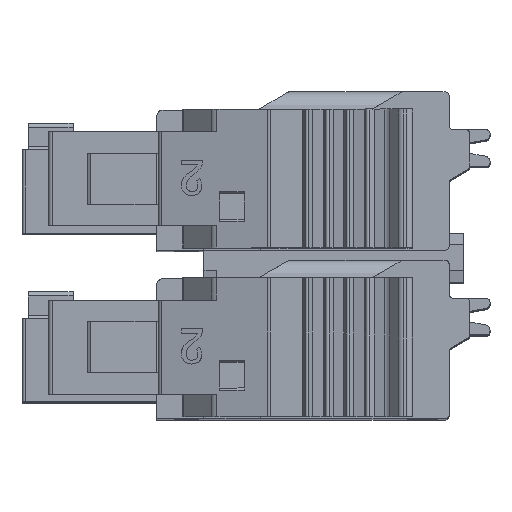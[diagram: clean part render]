
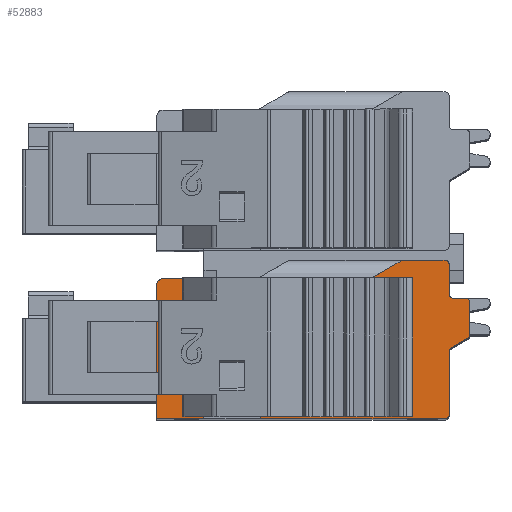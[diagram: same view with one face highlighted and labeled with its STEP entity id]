
A CAD part, top view. The second image highlights one B-rep face of the part: STEP entity #52883.
In plain terms, the highlighted planar face has unit normal (0, 0, 1).
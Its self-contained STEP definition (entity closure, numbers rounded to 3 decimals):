
#2684=DIRECTION('',(0.,1.,0.));
#2685=VECTOR('',#2684,3.107);
#2686=CARTESIAN_POINT('',(34.256,8.538,47.775));
#2687=LINE('',#2686,#2685);
#2822=DIRECTION('',(1.,0.,0.));
#2823=VECTOR('',#2822,14.1);
#2824=CARTESIAN_POINT('',(19.956,8.338,47.775));
#2825=LINE('',#2824,#2823);
#3078=DIRECTION('',(0.,-1.,0.));
#3079=VECTOR('',#3078,6.55);
#3080=CARTESIAN_POINT('',(19.956,14.888,47.775));
#3081=LINE('',#3080,#3079);
#6107=DIRECTION('',(-1.,0.,0.));
#6108=VECTOR('',#6107,2.1);
#6109=CARTESIAN_POINT('',(34.056,16.088,47.775));
#6110=LINE('',#6109,#6108);
#6356=DIRECTION('',(1.,0.,0.));
#6357=VECTOR('',#6356,0.968);
#6358=CARTESIAN_POINT('',(26.932,8.438,47.775));
#6359=LINE('',#6358,#6357);
#6360=DIRECTION('',(0.866,0.5,0.));
#6361=VECTOR('',#6360,1.8);
#6362=CARTESIAN_POINT('',(30.397,15.188,47.775));
#6363=LINE('',#6362,#6361);
#6364=CARTESIAN_POINT('',(34.056,15.888,47.775));
#6365=DIRECTION('',(0.,0.,-1.));
#6366=DIRECTION('',(0.,1.,0.));
#6367=AXIS2_PLACEMENT_3D('',#6364,#6365,#6366);
#6369=CARTESIAN_POINT('',(34.456,14.438,47.775));
#6370=DIRECTION('',(0.,0.,1.));
#6371=DIRECTION('',(-1.,0.,0.));
#6372=AXIS2_PLACEMENT_3D('',#6369,#6370,#6371);
#6374=CARTESIAN_POINT('',(35.056,14.038,47.775));
#6375=DIRECTION('',(0.,0.,-1.));
#6376=DIRECTION('',(0.,1.,0.));
#6377=AXIS2_PLACEMENT_3D('',#6374,#6375,#6376);
#6379=CARTESIAN_POINT('',(35.056,12.453,47.775));
#6380=DIRECTION('',(0.,0.,-1.));
#6381=DIRECTION('',(1.,0.,0.));
#6382=AXIS2_PLACEMENT_3D('',#6379,#6380,#6381);
#6384=DIRECTION('',(-0.866,-0.5,0.));
#6385=VECTOR('',#6384,0.924);
#6386=CARTESIAN_POINT('',(35.156,12.28,47.775));
#6387=LINE('',#6386,#6385);
#6388=CARTESIAN_POINT('',(34.456,11.645,47.775));
#6389=DIRECTION('',(0.,0.,1.));
#6390=DIRECTION('',(-0.5,0.866,0.));
#6391=AXIS2_PLACEMENT_3D('',#6388,#6389,#6390);
#6393=CARTESIAN_POINT('',(34.056,8.538,47.775));
#6394=DIRECTION('',(0.,0.,-1.));
#6395=DIRECTION('',(1.,0.,0.));
#6396=AXIS2_PLACEMENT_3D('',#6393,#6394,#6395);
#6398=CARTESIAN_POINT('',(20.256,14.888,47.775));
#6399=DIRECTION('',(0.,0.,-1.));
#6400=DIRECTION('',(-1.,-0.001,0.));
#6401=AXIS2_PLACEMENT_3D('',#6398,#6399,#6400);
#6403=DIRECTION('',(1.,0.,0.));
#6404=VECTOR('',#6403,1.721);
#6405=CARTESIAN_POINT('',(22.765,8.488,47.775));
#6406=LINE('',#6405,#6404);
#6407=DIRECTION('',(-1.,0.,0.));
#6408=VECTOR('',#6407,1.721);
#6409=CARTESIAN_POINT('',(24.486,14.218,47.775));
#6410=LINE('',#6409,#6408);
#6411=DIRECTION('',(0.,1.,0.));
#6412=VECTOR('',#6411,6.75);
#6413=CARTESIAN_POINT('',(26.932,8.438,47.775));
#6414=LINE('',#6413,#6412);
#6427=DIRECTION('',(-1.,0.,0.));
#6428=VECTOR('',#6427,2.497);
#6429=CARTESIAN_POINT('',(30.397,15.188,47.775));
#6430=LINE('',#6429,#6428);
#6449=DIRECTION('',(-1.,0.,0.));
#6450=VECTOR('',#6449,6.676);
#6451=CARTESIAN_POINT('',(26.932,15.188,47.775));
#6452=LINE('',#6451,#6450);
#25992=DIRECTION('',(0.,-1.,0.));
#25993=VECTOR('',#25992,6.75);
#25994=CARTESIAN_POINT('',(27.901,15.188,47.775));
#25995=LINE('',#25994,#25993);
#26724=DIRECTION('',(0.,1.,0.));
#26725=VECTOR('',#26724,5.73);
#26726=CARTESIAN_POINT('',(22.765,8.488,47.775));
#26727=LINE('',#26726,#26725);
#26736=DIRECTION('',(0.,-1.,0.));
#26737=VECTOR('',#26736,5.73);
#26738=CARTESIAN_POINT('',(24.486,14.218,47.775));
#26739=LINE('',#26738,#26737);
#27446=DIRECTION('',(0.,1.,0.));
#27447=VECTOR('',#27446,1.45);
#27448=CARTESIAN_POINT('',(34.256,14.438,47.775));
#27449=LINE('',#27448,#27447);
#27734=DIRECTION('',(-1.,0.,0.));
#27735=VECTOR('',#27734,0.6);
#27736=CARTESIAN_POINT('',(35.056,14.238,47.775));
#27737=LINE('',#27736,#27735);
#27750=DIRECTION('',(0.,1.,0.));
#27751=VECTOR('',#27750,1.585);
#27752=CARTESIAN_POINT('',(35.256,12.453,47.775));
#27753=LINE('',#27752,#27751);
#34875=CARTESIAN_POINT('',(34.256,8.538,47.775));
#34877=VERTEX_POINT('',#34875);
#34879=CARTESIAN_POINT('',(34.256,11.645,47.775));
#34880=VERTEX_POINT('',#34879);
#35010=CARTESIAN_POINT('',(34.056,8.338,47.775));
#35012=VERTEX_POINT('',#35010);
#35013=CARTESIAN_POINT('',(19.956,8.338,47.775));
#35015=VERTEX_POINT('',#35013);
#35191=CARTESIAN_POINT('',(19.956,14.888,47.775));
#35192=VERTEX_POINT('',#35191);
#35587=CARTESIAN_POINT('',(30.397,15.188,47.775));
#35588=VERTEX_POINT('',#35587);
#35589=CARTESIAN_POINT('',(27.901,15.188,47.775));
#35590=VERTEX_POINT('',#35589);
#35597=CARTESIAN_POINT('',(26.932,15.188,47.775));
#35598=VERTEX_POINT('',#35597);
#35599=CARTESIAN_POINT('',(20.256,15.188,47.775));
#35600=VERTEX_POINT('',#35599);
#37652=CARTESIAN_POINT('',(34.356,11.818,47.775));
#37653=VERTEX_POINT('',#37652);
#37654=CARTESIAN_POINT('',(35.156,12.28,47.775));
#37655=VERTEX_POINT('',#37654);
#37656=CARTESIAN_POINT('',(26.932,8.438,47.775));
#37657=VERTEX_POINT('',#37656);
#37658=CARTESIAN_POINT('',(27.901,8.438,47.775));
#37659=VERTEX_POINT('',#37658);
#37660=CARTESIAN_POINT('',(31.956,16.088,47.775));
#37661=VERTEX_POINT('',#37660);
#37662=CARTESIAN_POINT('',(34.056,16.088,47.775));
#37663=VERTEX_POINT('',#37662);
#37664=CARTESIAN_POINT('',(34.256,15.888,47.775));
#37665=VERTEX_POINT('',#37664);
#37666=CARTESIAN_POINT('',(34.256,14.438,47.775));
#37667=VERTEX_POINT('',#37666);
#37668=CARTESIAN_POINT('',(34.456,14.238,47.775));
#37669=VERTEX_POINT('',#37668);
#37670=CARTESIAN_POINT('',(35.056,14.238,47.775));
#37671=VERTEX_POINT('',#37670);
#37672=CARTESIAN_POINT('',(35.256,14.038,47.775));
#37673=VERTEX_POINT('',#37672);
#37674=CARTESIAN_POINT('',(35.256,12.453,47.775));
#37675=VERTEX_POINT('',#37674);
#37676=CARTESIAN_POINT('',(22.765,8.488,47.775));
#37677=CARTESIAN_POINT('',(22.765,14.218,47.775));
#37678=VERTEX_POINT('',#37676);
#37679=VERTEX_POINT('',#37677);
#37680=CARTESIAN_POINT('',(24.486,8.488,47.775));
#37681=VERTEX_POINT('',#37680);
#37682=CARTESIAN_POINT('',(24.486,14.218,47.775));
#37683=VERTEX_POINT('',#37682);
#52831=CARTESIAN_POINT('',(26.228,12.858,47.775));
#52832=DIRECTION('',(0.,0.,1.));
#52833=DIRECTION('',(1.,0.,0.));
#52834=AXIS2_PLACEMENT_3D('',#52831,#52832,#52833);
#52835=PLANE('',#52834);
#52837=ORIENTED_EDGE('',*,*,#52836,.F.);
#52839=ORIENTED_EDGE('',*,*,#52838,.T.);
#52841=ORIENTED_EDGE('',*,*,#52840,.F.);
#52843=ORIENTED_EDGE('',*,*,#52842,.F.);
#52845=ORIENTED_EDGE('',*,*,#52844,.T.);
#52846=ORIENTED_EDGE('',*,*,#52435,.F.);
#52848=ORIENTED_EDGE('',*,*,#52847,.T.);
#52850=ORIENTED_EDGE('',*,*,#52849,.F.);
#52852=ORIENTED_EDGE('',*,*,#52851,.T.);
#52854=ORIENTED_EDGE('',*,*,#52853,.F.);
#52856=ORIENTED_EDGE('',*,*,#52855,.T.);
#52858=ORIENTED_EDGE('',*,*,#52857,.F.);
#52860=ORIENTED_EDGE('',*,*,#52859,.T.);
#52861=ORIENTED_EDGE('',*,*,#52823,.T.);
#52862=ORIENTED_EDGE('',*,*,#52812,.T.);
#52863=ORIENTED_EDGE('',*,*,#48205,.F.);
#52864=ORIENTED_EDGE('',*,*,#48374,.T.);
#52865=ORIENTED_EDGE('',*,*,#48389,.F.);
#52866=ORIENTED_EDGE('',*,*,#48618,.F.);
#52868=ORIENTED_EDGE('',*,*,#52867,.T.);
#52870=ORIENTED_EDGE('',*,*,#52869,.F.);
#52871=EDGE_LOOP('',(#52837,#52839,#52841,#52843,#52845,#52846,#52848,#52850,
#52852,#52854,#52856,#52858,#52860,#52861,#52862,#52863,#52864,#52865,#52866,
#52868,#52870));
#52872=FACE_OUTER_BOUND('',#52871,.F.);
#52874=ORIENTED_EDGE('',*,*,#52873,.F.);
#52876=ORIENTED_EDGE('',*,*,#52875,.T.);
#52878=ORIENTED_EDGE('',*,*,#52877,.F.);
#52880=ORIENTED_EDGE('',*,*,#52879,.T.);
#52881=EDGE_LOOP('',(#52874,#52876,#52878,#52880));
#52882=FACE_BOUND('',#52881,.F.);
#6368=CIRCLE('',#6367,0.2);
#6373=CIRCLE('',#6372,0.2);
#6378=CIRCLE('',#6377,0.2);
#6383=CIRCLE('',#6382,0.2);
#6392=CIRCLE('',#6391,0.2);
#6397=CIRCLE('',#6396,0.2);
#6402=CIRCLE('',#6401,0.3);
#48205=EDGE_CURVE('',#34877,#34880,#2687,.T.);
#48374=EDGE_CURVE('',#34877,#35012,#6397,.T.);
#48389=EDGE_CURVE('',#35015,#35012,#2825,.T.);
#48618=EDGE_CURVE('',#35192,#35015,#3081,.T.);
#52435=EDGE_CURVE('',#37663,#37661,#6110,.T.);
#52812=EDGE_CURVE('',#37653,#34880,#6392,.T.);
#52823=EDGE_CURVE('',#37655,#37653,#6387,.T.);
#52836=EDGE_CURVE('',#37657,#35598,#6414,.T.);
#52838=EDGE_CURVE('',#37657,#37659,#6359,.T.);
#52840=EDGE_CURVE('',#35590,#37659,#25995,.T.);
#52842=EDGE_CURVE('',#35588,#35590,#6430,.T.);
#52844=EDGE_CURVE('',#35588,#37661,#6363,.T.);
#52847=EDGE_CURVE('',#37663,#37665,#6368,.T.);
#52849=EDGE_CURVE('',#37667,#37665,#27449,.T.);
#52851=EDGE_CURVE('',#37667,#37669,#6373,.T.);
#52853=EDGE_CURVE('',#37671,#37669,#27737,.T.);
#52855=EDGE_CURVE('',#37671,#37673,#6378,.T.);
#52857=EDGE_CURVE('',#37675,#37673,#27753,.T.);
#52859=EDGE_CURVE('',#37675,#37655,#6383,.T.);
#52867=EDGE_CURVE('',#35192,#35600,#6402,.T.);
#52869=EDGE_CURVE('',#35598,#35600,#6452,.T.);
#52873=EDGE_CURVE('',#37678,#37679,#26727,.T.);
#52875=EDGE_CURVE('',#37678,#37681,#6406,.T.);
#52877=EDGE_CURVE('',#37683,#37681,#26739,.T.);
#52879=EDGE_CURVE('',#37683,#37679,#6410,.T.);
#52883=ADVANCED_FACE('',(#52872,#52882),#52835,.T.);
